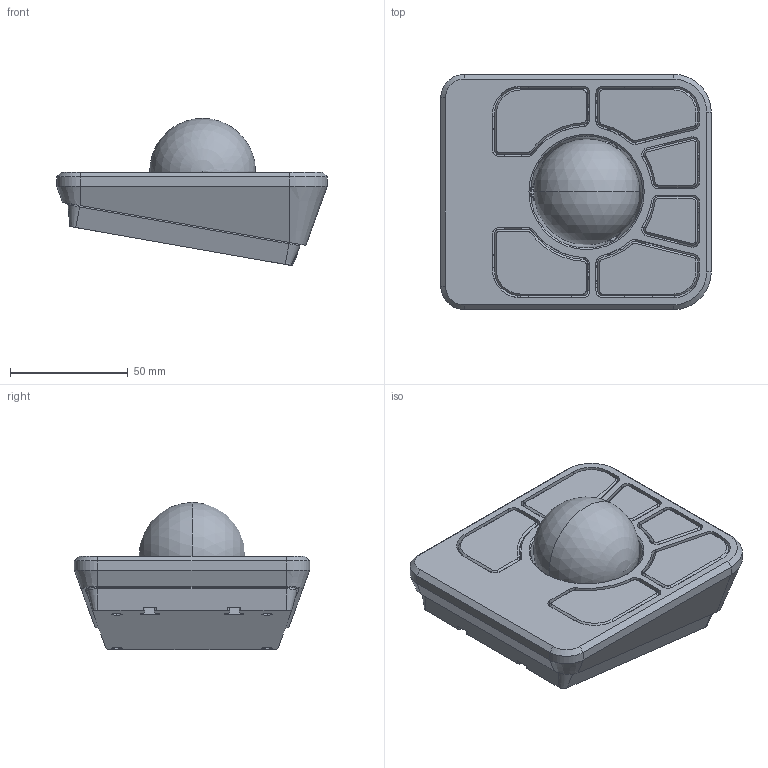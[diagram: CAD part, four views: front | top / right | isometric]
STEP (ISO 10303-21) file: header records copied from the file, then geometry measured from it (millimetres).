
FILE_DESCRIPTION (( 'STEP AP203' ), '1' );
FILE_NAME ('MDM-001_REV-OOO_NO-LOGO.STEP', '2023-11-13T07:10:55', ( '' ), ( '' ), 'SwSTEP 2.0', 'SolidWorks 2020', '' );
FILE_SCHEMA (( 'CONFIG_CONTROL_DESIGN' ));
Length unit declared in the file: millimetre
Products named in the file (1): MDM-001_REV-OOO_NO-LOGO
Bounding box: 115 x 100 x 62.63 mm (x, y, z)
Volume: 228038.6 mm3; surface area: 90737.2 mm2
Topology: 7 solids, 7 shells, 1246 faces, 3381 edges, 2148 vertices
Faces by surface type: plane 667, cylinder 378, cone 108, bspline 55, torus 28, sphere 10
Entity records: 46534 total; most frequent: CARTESIAN_POINT 15684, ORIENTED_EDGE 6752, DIRECTION 6074, EDGE_CURVE 3376, VECTOR 2190, LINE 2190, VERTEX_POINT 2145, AXIS2_PLACEMENT_3D 1942
